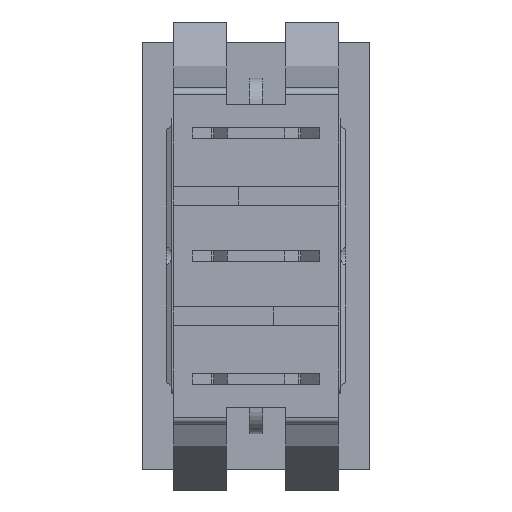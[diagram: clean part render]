
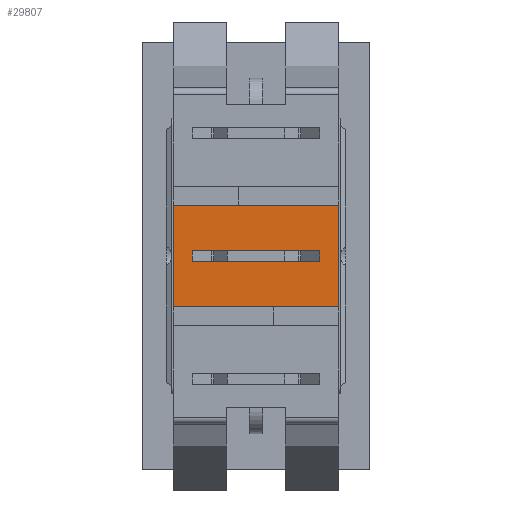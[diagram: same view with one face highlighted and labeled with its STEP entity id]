
A CAD part, front view. The second image highlights one B-rep face of the part: STEP entity #29807.
In plain terms, the highlighted planar face has unit normal (0, -1, 0).
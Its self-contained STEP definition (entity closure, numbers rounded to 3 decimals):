
#43 = VERTEX_POINT ( 'NONE', #25430 ) ;
#469 = DIRECTION ( 'NONE',  ( 1., 0., 0. ) ) ;
#801 = VECTOR ( 'NONE', #2664, 1000. ) ;
#891 = ORIENTED_EDGE ( 'NONE', *, *, #13783, .F. ) ;
#1558 = VECTOR ( 'NONE', #12742, 1000. ) ;
#1713 = VERTEX_POINT ( 'NONE', #12172 ) ;
#1801 = VECTOR ( 'NONE', #29125, 1000. ) ;
#2393 = CARTESIAN_POINT ( 'NONE',  ( -4.5, -19.9, -0.4 ) ) ;
#2664 = DIRECTION ( 'NONE',  ( 0., 0., -1. ) ) ;
#3594 = FACE_OUTER_BOUND ( 'NONE', #12297, .T. ) ;
#3624 = VERTEX_POINT ( 'NONE', #2393 ) ;
#4124 = EDGE_CURVE ( 'NONE', #25536, #1713, #27594, .T. ) ;
#4724 = ORIENTED_EDGE ( 'NONE', *, *, #17233, .F. ) ;
#5242 = CARTESIAN_POINT ( 'NONE',  ( 4.5, -19.9, 0.4 ) ) ;
#5589 = AXIS2_PLACEMENT_3D ( 'NONE', #19970, #20117, #7956 ) ;
#5605 = CARTESIAN_POINT ( 'NONE',  ( -4.5, -19.9, 0.4 ) ) ;
#5847 = CARTESIAN_POINT ( 'NONE',  ( -4.5, -19.9, 0.4 ) ) ;
#6091 = LINE ( 'NONE', #20593, #20525 ) ;
#6326 = CARTESIAN_POINT ( 'NONE',  ( 6.2, -19.9, -3.8 ) ) ;
#6710 = EDGE_LOOP ( 'NONE', ( #891, #16845, #8904, #23600 ) ) ;
#7231 = CARTESIAN_POINT ( 'NONE',  ( -6.2, -19.9, -11.3 ) ) ;
#7378 = CARTESIAN_POINT ( 'NONE',  ( 4.5, -19.9, -0.4 ) ) ;
#7885 = LINE ( 'NONE', #22241, #1801 ) ;
#7956 = DIRECTION ( 'NONE',  ( 0., 0., -1. ) ) ;
#8187 = LINE ( 'NONE', #5847, #22764 ) ;
#8904 = ORIENTED_EDGE ( 'NONE', *, *, #12613, .F. ) ;
#9048 = DIRECTION ( 'NONE',  ( 0., 0., 1. ) ) ;
#9438 = CARTESIAN_POINT ( 'NONE',  ( 6.2, -19.9, 3.8 ) ) ;
#9513 = LINE ( 'NONE', #12163, #14474 ) ;
#11752 = EDGE_CURVE ( 'NONE', #27076, #25134, #8187, .T. ) ;
#12163 = CARTESIAN_POINT ( 'NONE',  ( -6.2, -19.9, 3.8 ) ) ;
#12172 = CARTESIAN_POINT ( 'NONE',  ( -6.2, -19.9, -3.8 ) ) ;
#12297 = EDGE_LOOP ( 'NONE', ( #23614, #23917, #23407, #4724 ) ) ;
#12613 = EDGE_CURVE ( 'NONE', #25134, #3624, #21836, .T. ) ;
#12742 = DIRECTION ( 'NONE',  ( 1., 0., 0. ) ) ;
#12939 = PLANE ( 'NONE',  #5589 ) ;
#13783 = EDGE_CURVE ( 'NONE', #17763, #27076, #6091, .T. ) ;
#14014 = DIRECTION ( 'NONE',  ( -1., 0., 0. ) ) ;
#14474 = VECTOR ( 'NONE', #469, 1000. ) ;
#16845 = ORIENTED_EDGE ( 'NONE', *, *, #27742, .F. ) ;
#17233 = EDGE_CURVE ( 'NONE', #43, #25681, #9513, .T. ) ;
#17763 = VERTEX_POINT ( 'NONE', #7378 ) ;
#19627 = LINE ( 'NONE', #21809, #1558 ) ;
#19970 = CARTESIAN_POINT ( 'NONE',  ( 0., -19.9, 0. ) ) ;
#20117 = DIRECTION ( 'NONE',  ( 0., -1., 0. ) ) ;
#20525 = VECTOR ( 'NONE', #9048, 1000. ) ;
#20593 = CARTESIAN_POINT ( 'NONE',  ( 4.5, -19.9, 0.4 ) ) ;
#21728 = DIRECTION ( 'NONE',  ( 0., 0., -1. ) ) ;
#21809 = CARTESIAN_POINT ( 'NONE',  ( -4.5, -19.9, -0.4 ) ) ;
#21836 = LINE ( 'NONE', #5605, #801 ) ;
#22241 = CARTESIAN_POINT ( 'NONE',  ( 6.2, -19.9, -11.3 ) ) ;
#22517 = VECTOR ( 'NONE', #14014, 1000. ) ;
#22764 = VECTOR ( 'NONE', #29723, 1000. ) ;
#23407 = ORIENTED_EDGE ( 'NONE', *, *, #25449, .T. ) ;
#23600 = ORIENTED_EDGE ( 'NONE', *, *, #11752, .F. ) ;
#23614 = ORIENTED_EDGE ( 'NONE', *, *, #30588, .T. ) ;
#23917 = ORIENTED_EDGE ( 'NONE', *, *, #4124, .F. ) ;
#25134 = VERTEX_POINT ( 'NONE', #28566 ) ;
#25257 = CARTESIAN_POINT ( 'NONE',  ( -6.2, -19.9, -3.8 ) ) ;
#25430 = CARTESIAN_POINT ( 'NONE',  ( -6.2, -19.9, 3.8 ) ) ;
#25449 = EDGE_CURVE ( 'NONE', #25536, #25681, #7885, .T. ) ;
#25536 = VERTEX_POINT ( 'NONE', #6326 ) ;
#25681 = VERTEX_POINT ( 'NONE', #9438 ) ;
#27076 = VERTEX_POINT ( 'NONE', #5242 ) ;
#27594 = LINE ( 'NONE', #25257, #22517 ) ;
#27742 = EDGE_CURVE ( 'NONE', #3624, #17763, #19627, .T. ) ;
#28449 = LINE ( 'NONE', #7231, #28543 ) ;
#28543 = VECTOR ( 'NONE', #21728, 1000. ) ;
#28566 = CARTESIAN_POINT ( 'NONE',  ( -4.5, -19.9, 0.4 ) ) ;
#29125 = DIRECTION ( 'NONE',  ( 0., 0., 1. ) ) ;
#29490 = FACE_BOUND ( 'NONE', #6710, .T. ) ;
#29723 = DIRECTION ( 'NONE',  ( -1., 0., 0. ) ) ;
#29807 = ADVANCED_FACE ( 'NONE', ( #29490, #3594 ), #12939, .T. ) ;
#30588 = EDGE_CURVE ( 'NONE', #43, #1713, #28449, .T. ) ;
